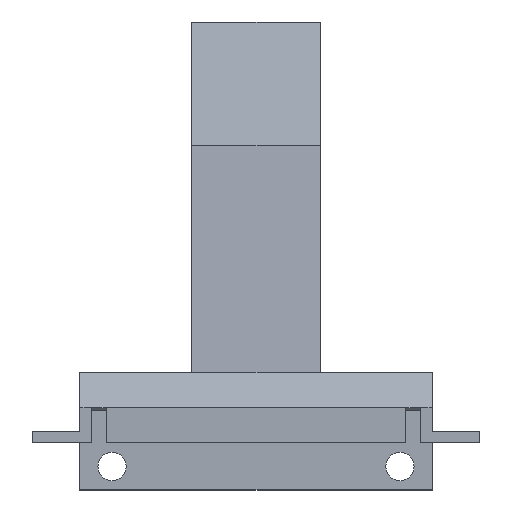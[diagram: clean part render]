
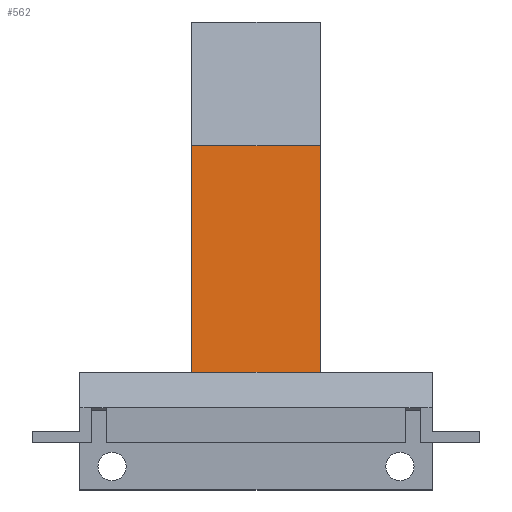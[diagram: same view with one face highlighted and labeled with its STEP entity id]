
A CAD part, front view. The second image highlights one B-rep face of the part: STEP entity #562.
In plain terms, the highlighted planar face has unit normal (0, -0.375, 0.927).
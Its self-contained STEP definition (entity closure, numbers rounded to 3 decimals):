
#67 = VERTEX_POINT ( 'NONE', #1075 ) ;
#90 = CARTESIAN_POINT ( 'NONE',  ( 34.473, 29.977, -2.358 ) ) ;
#96 = ORIENTED_EDGE ( 'NONE', *, *, #1681, .T. ) ;
#105 = EDGE_CURVE ( 'NONE', #1002, #1026, #230, .T. ) ;
#151 = AXIS2_PLACEMENT_3D ( 'NONE', #1031, #1473, #1334 ) ;
#183 = LINE ( 'NONE', #479, #271 ) ;
#190 = DIRECTION ( 'NONE',  ( 0., -0.927, -0.375 ) ) ;
#220 = EDGE_CURVE ( 'NONE', #1665, #672, #905, .T. ) ;
#227 = ORIENTED_EDGE ( 'NONE', *, *, #370, .T. ) ;
#230 = LINE ( 'NONE', #90, #876 ) ;
#271 = VECTOR ( 'NONE', #752, 1000. ) ;
#309 = ORIENTED_EDGE ( 'NONE', *, *, #1497, .T. ) ;
#321 = CARTESIAN_POINT ( 'NONE',  ( 5.45, 59., 9.396 ) ) ;
#342 = CARTESIAN_POINT ( 'NONE',  ( -5.45, 5.044, -12.456 ) ) ;
#370 = EDGE_CURVE ( 'NONE', #387, #1665, #953, .T. ) ;
#387 = VERTEX_POINT ( 'NONE', #1589 ) ;
#406 = VECTOR ( 'NONE', #1529, 1000. ) ;
#408 = DIRECTION ( 'NONE',  ( -0.68, -0.68, -0.275 ) ) ;
#449 = EDGE_LOOP ( 'NONE', ( #795, #309, #96, #1148, #1561, #227 ) ) ;
#456 = CARTESIAN_POINT ( 'NONE',  ( 5.743, 58.707, 9.278 ) ) ;
#474 = VECTOR ( 'NONE', #1789, 1000. ) ;
#479 = CARTESIAN_POINT ( 'NONE',  ( 5.45, 58.707, 9.278 ) ) ;
#562 = ADVANCED_FACE ( 'NONE', ( #1074 ), #735, .F. ) ;
#672 = VERTEX_POINT ( 'NONE', #777 ) ;
#735 = PLANE ( 'NONE',  #151 ) ;
#752 = DIRECTION ( 'NONE',  ( 1., 0., 0. ) ) ;
#777 = CARTESIAN_POINT ( 'NONE',  ( -5.45, 59., 9.396 ) ) ;
#795 = ORIENTED_EDGE ( 'NONE', *, *, #220, .T. ) ;
#819 = VECTOR ( 'NONE', #190, 1000. ) ;
#876 = VECTOR ( 'NONE', #1476, 1000. ) ;
#905 = LINE ( 'NONE', #342, #819 ) ;
#953 = LINE ( 'NONE', #1556, #406 ) ;
#966 = LINE ( 'NONE', #1689, #474 ) ;
#1002 = VERTEX_POINT ( 'NONE', #456 ) ;
#1026 = VERTEX_POINT ( 'NONE', #321 ) ;
#1031 = CARTESIAN_POINT ( 'NONE',  ( 5.45, 5.044, -12.456 ) ) ;
#1041 = VECTOR ( 'NONE', #408, 1000. ) ;
#1074 = FACE_OUTER_BOUND ( 'NONE', #449, .T. ) ;
#1075 = CARTESIAN_POINT ( 'NONE',  ( -5.743, 58.707, 9.278 ) ) ;
#1148 = ORIENTED_EDGE ( 'NONE', *, *, #105, .T. ) ;
#1156 = CARTESIAN_POINT ( 'NONE',  ( -5.45, 118.016, 33.297 ) ) ;
#1223 = CARTESIAN_POINT ( 'NONE',  ( -29.436, 35.014, -0.318 ) ) ;
#1334 = DIRECTION ( 'NONE',  ( 0., 0.927, 0.375 ) ) ;
#1357 = LINE ( 'NONE', #1223, #1041 ) ;
#1473 = DIRECTION ( 'NONE',  ( 0., 0.375, -0.927 ) ) ;
#1476 = DIRECTION ( 'NONE',  ( -0.68, 0.68, 0.275 ) ) ;
#1497 = EDGE_CURVE ( 'NONE', #672, #67, #1357, .T. ) ;
#1512 = EDGE_CURVE ( 'NONE', #387, #1026, #966, .T. ) ;
#1529 = DIRECTION ( 'NONE',  ( -1., 0., 0. ) ) ;
#1556 = CARTESIAN_POINT ( 'NONE',  ( 5.45, 118.016, 33.297 ) ) ;
#1561 = ORIENTED_EDGE ( 'NONE', *, *, #1512, .F. ) ;
#1589 = CARTESIAN_POINT ( 'NONE',  ( 5.45, 118.016, 33.297 ) ) ;
#1665 = VERTEX_POINT ( 'NONE', #1156 ) ;
#1681 = EDGE_CURVE ( 'NONE', #67, #1002, #183, .T. ) ;
#1689 = CARTESIAN_POINT ( 'NONE',  ( 5.45, 5.044, -12.456 ) ) ;
#1789 = DIRECTION ( 'NONE',  ( 0., -0.927, -0.375 ) ) ;
